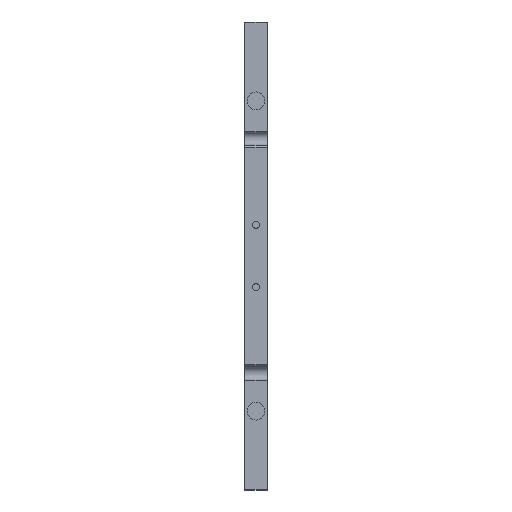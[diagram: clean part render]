
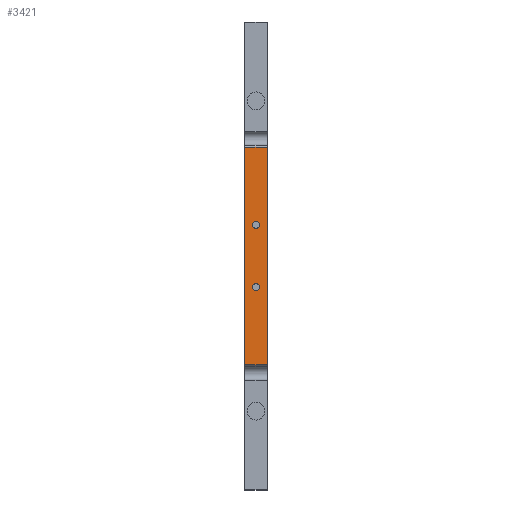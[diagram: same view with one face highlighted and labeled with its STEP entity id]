
A CAD part, front view. The second image highlights one B-rep face of the part: STEP entity #3421.
In plain terms, the highlighted planar face has unit normal (0, -1, 0).
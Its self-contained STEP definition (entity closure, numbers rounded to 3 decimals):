
#74=FACE_BOUND('',#602,.T.);
#75=FACE_BOUND('',#603,.T.);
#151=PLANE('',#3784);
#361=FACE_OUTER_BOUND('',#601,.T.);
#601=EDGE_LOOP('',(#3052,#3053,#3054,#3055));
#602=EDGE_LOOP('',(#3056));
#603=EDGE_LOOP('',(#3057));
#673=LINE('',#4935,#977);
#823=LINE('',#5442,#1127);
#922=LINE('',#5737,#1226);
#924=LINE('',#5740,#1228);
#977=VECTOR('',#3894,10.);
#1127=VECTOR('',#4388,10.);
#1226=VECTOR('',#4717,10.);
#1228=VECTOR('',#4721,10.);
#1416=CIRCLE('',#3785,0.784);
#1417=CIRCLE('',#3786,0.784);
#1468=VERTEX_POINT('',#4932);
#1469=VERTEX_POINT('',#4934);
#1653=VERTEX_POINT('',#5439);
#1654=VERTEX_POINT('',#5441);
#1736=VERTEX_POINT('',#5741);
#1737=VERTEX_POINT('',#5743);
#1789=EDGE_CURVE('',#1469,#1468,#673,.T.);
#2040=EDGE_CURVE('',#1653,#1654,#823,.T.);
#2186=EDGE_CURVE('',#1653,#1469,#922,.T.);
#2188=EDGE_CURVE('',#1468,#1654,#924,.T.);
#2189=EDGE_CURVE('',#1736,#1736,#1416,.T.);
#2190=EDGE_CURVE('',#1737,#1737,#1417,.T.);
#3052=ORIENTED_EDGE('',*,*,#2186,.T.);
#3053=ORIENTED_EDGE('',*,*,#1789,.T.);
#3054=ORIENTED_EDGE('',*,*,#2188,.T.);
#3055=ORIENTED_EDGE('',*,*,#2040,.F.);
#3056=ORIENTED_EDGE('',*,*,#2189,.F.);
#3057=ORIENTED_EDGE('',*,*,#2190,.F.);
#3421=ADVANCED_FACE('',(#361,#74,#75),#151,.F.);
#3784=AXIS2_PLACEMENT_3D('',#5739,#4719,#4720);
#3785=AXIS2_PLACEMENT_3D('',#5742,#4722,#4723);
#3786=AXIS2_PLACEMENT_3D('',#5744,#4724,#4725);
#3894=DIRECTION('',(0.,0.,1.));
#4388=DIRECTION('',(0.,0.,1.));
#4717=DIRECTION('',(1.,0.,0.));
#4719=DIRECTION('center_axis',(0.,1.,0.));
#4720=DIRECTION('ref_axis',(0.,0.,1.));
#4721=DIRECTION('',(-1.,0.,0.));
#4722=DIRECTION('center_axis',(0.,-1.,0.));
#4723=DIRECTION('ref_axis',(1.,0.,0.));
#4724=DIRECTION('center_axis',(0.,-1.,0.));
#4725=DIRECTION('ref_axis',(1.,0.,0.));
#4932=CARTESIAN_POINT('',(5.,-90.,46.25));
#4934=CARTESIAN_POINT('',(5.,-90.,-2.75));
#4935=CARTESIAN_POINT('',(5.,-90.,-74.5));
#5439=CARTESIAN_POINT('',(0.,-90.,-2.75));
#5441=CARTESIAN_POINT('',(0.,-90.,46.25));
#5442=CARTESIAN_POINT('',(0.,-90.,-74.5));
#5737=CARTESIAN_POINT('',(0.,-90.,-2.75));
#5739=CARTESIAN_POINT('Origin',(0.,-90.,-3.25));
#5740=CARTESIAN_POINT('',(0.,-90.,46.25));
#5741=CARTESIAN_POINT('',(1.717,-90.,28.75));
#5742=CARTESIAN_POINT('Origin',(2.5,-90.,28.75));
#5743=CARTESIAN_POINT('',(1.717,-90.,14.75));
#5744=CARTESIAN_POINT('Origin',(2.5,-90.,14.75));
